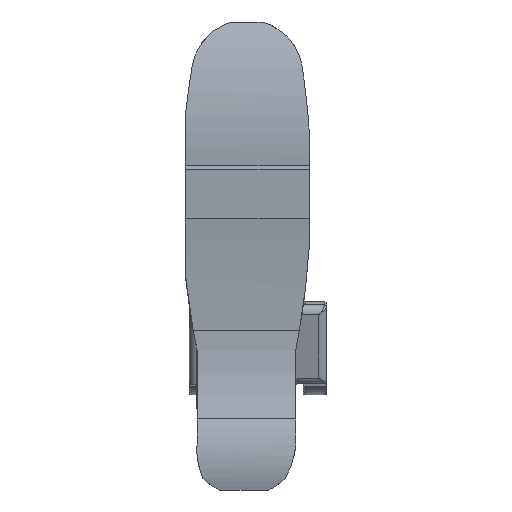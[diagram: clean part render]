
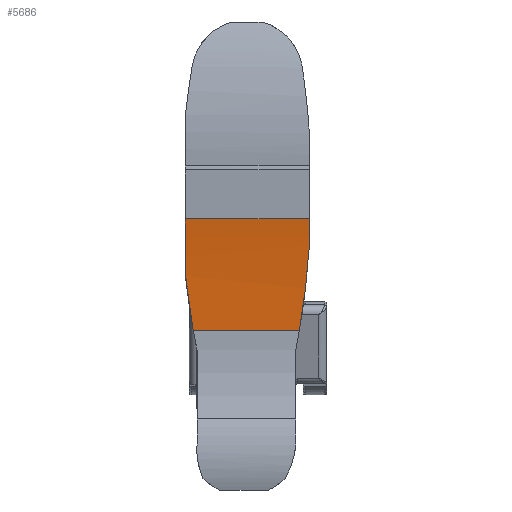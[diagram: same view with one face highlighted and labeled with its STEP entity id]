
A CAD part, front view. The second image highlights one B-rep face of the part: STEP entity #5686.
In plain terms, the highlighted cylindrical face has radius 621.535 mm (diameter 1243.07 mm), a partial arc.
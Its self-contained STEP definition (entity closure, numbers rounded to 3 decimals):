
#275 = DIRECTION ( 'NONE',  ( 0., 0., -1. ) ) ;
#365 = ORIENTED_EDGE ( 'NONE', *, *, #27237, .F. ) ;
#1032 = VERTEX_POINT ( 'NONE', #11531 ) ;
#1298 = DIRECTION ( 'NONE',  ( 0., 0., 1. ) ) ;
#2007 = VERTEX_POINT ( 'NONE', #14794 ) ;
#2741 = LINE ( 'NONE', #22543, #13527 ) ;
#2804 = CARTESIAN_POINT ( 'NONE',  ( 0., -6.789, -131.112 ) ) ;
#3185 = CARTESIAN_POINT ( 'NONE',  ( 64., -8.929, -115.532 ) ) ;
#3364 = FACE_OUTER_BOUND ( 'NONE', #20320, .T. ) ;
#3638 = AXIS2_PLACEMENT_3D ( 'NONE', #22703, #18333, #16123 ) ;
#4880 = ORIENTED_EDGE ( 'NONE', *, *, #8156, .T. ) ;
#5453 = VERTEX_POINT ( 'NONE', #9530 ) ;
#5686 = ADVANCED_FACE ( 'NONE', ( #3364 ), #5698, .F. ) ;
#5698 = CYLINDRICAL_SURFACE ( 'NONE', #10444, 621.535 ) ;
#5818 = CARTESIAN_POINT ( 'NONE',  ( 61.298, -5.071, -144.739 ) ) ;
#5954 = VERTEX_POINT ( 'NONE', #24487 ) ;
#6829 = VECTOR ( 'NONE', #26114, 1000. ) ;
#6983 = DIRECTION ( 'NONE',  ( -1., 0., 0. ) ) ;
#7178 = EDGE_CURVE ( 'NONE', #17355, #15301, #11580, .T. ) ;
#7296 = EDGE_CURVE ( 'NONE', #15301, #1032, #14199, .T. ) ;
#7508 = ORIENTED_EDGE ( 'NONE', *, *, #12081, .F. ) ;
#7593 = CARTESIAN_POINT ( 'NONE',  ( 58.809, -3.927, -159.348 ) ) ;
#8156 = EDGE_CURVE ( 'NONE', #17355, #2007, #9569, .T. ) ;
#8353 = EDGE_CURVE ( 'NONE', #2007, #5954, #22573, .T. ) ;
#9234 = CARTESIAN_POINT ( 'NONE',  ( 4.021, -3.927, -159.348 ) ) ;
#9530 = CARTESIAN_POINT ( 'NONE',  ( 4.021, -3.927, -159.348 ) ) ;
#9561 = ORIENTED_EDGE ( 'NONE', *, *, #7178, .F. ) ;
#9569 = LINE ( 'NONE', #27485, #6829 ) ;
#10444 = AXIS2_PLACEMENT_3D ( 'NONE', #14662, #23613, #1298 ) ;
#11531 = CARTESIAN_POINT ( 'NONE',  ( 58.809, -3.927, -159.348 ) ) ;
#11580 = CIRCLE ( 'NONE', #3638, 621.535 ) ;
#12081 = EDGE_CURVE ( 'NONE', #5453, #5954, #21375, .T. ) ;
#13527 = VECTOR ( 'NONE', #6983, 1000. ) ;
#13664 = CARTESIAN_POINT ( 'NONE',  ( 2.333, -4.664, -149.937 ) ) ;
#14199 = B_SPLINE_CURVE_WITH_KNOTS ( 'NONE', 3,
 ( #3185, #25949, #5818, #7593 ),
 .UNSPECIFIED., .F., .F.,
 ( 4, 4 ),
 ( 0., 1. ),
 .UNSPECIFIED. ) ;
#14662 = CARTESIAN_POINT ( 'NONE',  ( 64., -623.564, -207.89 ) ) ;
#14794 = CARTESIAN_POINT ( 'NONE',  ( 0., -11.176, -101.648 ) ) ;
#15301 = VERTEX_POINT ( 'NONE', #28912 ) ;
#15976 = CARTESIAN_POINT ( 'NONE',  ( 0., -623.564, -207.89 ) ) ;
#16123 = DIRECTION ( 'NONE',  ( 0., 0., -1. ) ) ;
#17355 = VERTEX_POINT ( 'NONE', #22850 ) ;
#18333 = DIRECTION ( 'NONE',  ( -1., 0., 0. ) ) ;
#18900 = ORIENTED_EDGE ( 'NONE', *, *, #7296, .F. ) ;
#20320 = EDGE_LOOP ( 'NONE', ( #18900, #9561, #4880, #21360, #7508, #365 ) ) ;
#21169 = AXIS2_PLACEMENT_3D ( 'NONE', #15976, #22567, #275 ) ;
#21360 = ORIENTED_EDGE ( 'NONE', *, *, #8353, .T. ) ;
#21375 = B_SPLINE_CURVE_WITH_KNOTS ( 'NONE', 3,
 ( #9234, #13664, #27168, #2804 ),
 .UNSPECIFIED., .F., .F.,
 ( 4, 4 ),
 ( 0., 1. ),
 .UNSPECIFIED. ) ;
#22543 = CARTESIAN_POINT ( 'NONE',  ( 58.809, -3.927, -159.348 ) ) ;
#22567 = DIRECTION ( 'NONE',  ( -1., 0., 0. ) ) ;
#22573 = CIRCLE ( 'NONE', #21169, 621.535 ) ;
#22703 = CARTESIAN_POINT ( 'NONE',  ( 64., -623.564, -207.89 ) ) ;
#22850 = CARTESIAN_POINT ( 'NONE',  ( 64., -11.176, -101.648 ) ) ;
#23613 = DIRECTION ( 'NONE',  ( -1., 0., 0. ) ) ;
#24487 = CARTESIAN_POINT ( 'NONE',  ( 0., -6.789, -131.112 ) ) ;
#25949 = CARTESIAN_POINT ( 'NONE',  ( 63.021, -6.739, -130.107 ) ) ;
#26114 = DIRECTION ( 'NONE',  ( -1., 0., 0. ) ) ;
#27168 = CARTESIAN_POINT ( 'NONE',  ( 0.995, -5.618, -140.517 ) ) ;
#27237 = EDGE_CURVE ( 'NONE', #1032, #5453, #2741, .T. ) ;
#27485 = CARTESIAN_POINT ( 'NONE',  ( 64., -11.176, -101.648 ) ) ;
#28912 = CARTESIAN_POINT ( 'NONE',  ( 64., -8.929, -115.532 ) ) ;
